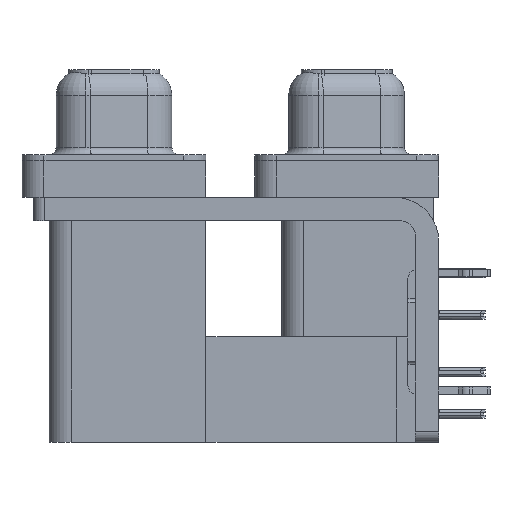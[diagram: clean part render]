
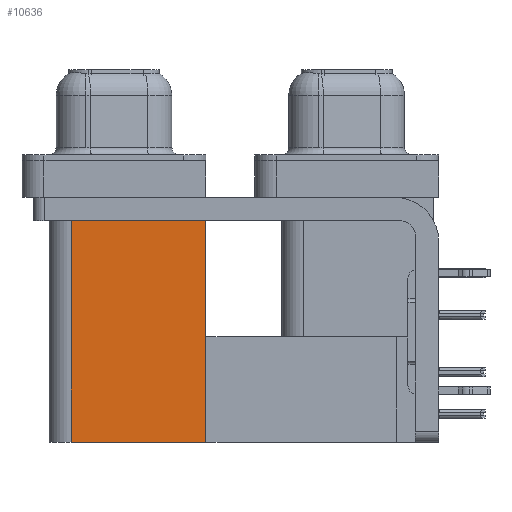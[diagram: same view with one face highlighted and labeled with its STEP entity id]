
A CAD part, left-side view. The second image highlights one B-rep face of the part: STEP entity #10636.
In plain terms, the highlighted planar face has unit normal (-1, 0, 0).
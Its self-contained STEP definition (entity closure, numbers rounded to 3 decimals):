
#451 = AXIS2_PLACEMENT_3D ( 'NONE', #17342, #26459, #42120 ) ;
#1459 = CARTESIAN_POINT ( 'NONE',  ( 3.765, 18.8, -19.2 ) ) ;
#1477 = PLANE ( 'NONE',  #451 ) ;
#2758 = ORIENTED_EDGE ( 'NONE', *, *, #3022, .F. ) ;
#3022 = EDGE_CURVE ( 'NONE', #25681, #19930, #30507, .T. ) ;
#3394 = DIRECTION ( 'NONE',  ( 0., 0., 1. ) ) ;
#6643 = CARTESIAN_POINT ( 'NONE',  ( 3.765, 9.6, -2.5 ) ) ;
#7416 = EDGE_CURVE ( 'NONE', #43019, #19930, #16224, .T. ) ;
#8363 = EDGE_CURVE ( 'NONE', #28880, #25681, #25209, .T. ) ;
#10636 = ADVANCED_FACE ( 'NONE', ( #37171 ), #1477, .F. ) ;
#13036 = LINE ( 'NONE', #16677, #20364 ) ;
#16224 = LINE ( 'NONE', #40473, #19518 ) ;
#16677 = CARTESIAN_POINT ( 'NONE',  ( 3.765, 9.6, -19.2 ) ) ;
#17342 = CARTESIAN_POINT ( 'NONE',  ( 3.765, 9.6, -19.2 ) ) ;
#19518 = VECTOR ( 'NONE', #44140, 1000. ) ;
#19930 = VERTEX_POINT ( 'NONE', #41455 ) ;
#20364 = VECTOR ( 'NONE', #36016, 1000. ) ;
#21067 = EDGE_CURVE ( 'NONE', #28880, #43019, #13036, .T. ) ;
#23593 = CARTESIAN_POINT ( 'NONE',  ( 3.765, 9.6, -19.2 ) ) ;
#25209 = LINE ( 'NONE', #25464, #25300 ) ;
#25300 = VECTOR ( 'NONE', #29136, 1000. ) ;
#25464 = CARTESIAN_POINT ( 'NONE',  ( 3.765, 9.6, -19.2 ) ) ;
#25681 = VERTEX_POINT ( 'NONE', #1459 ) ;
#26459 = DIRECTION ( 'NONE',  ( 1., 0., 0. ) ) ;
#28880 = VERTEX_POINT ( 'NONE', #23593 ) ;
#29136 = DIRECTION ( 'NONE',  ( 0., 1., 0. ) ) ;
#30507 = LINE ( 'NONE', #51316, #49256 ) ;
#36016 = DIRECTION ( 'NONE',  ( 0., 0., 1. ) ) ;
#37171 = FACE_OUTER_BOUND ( 'NONE', #40850, .T. ) ;
#40473 = CARTESIAN_POINT ( 'NONE',  ( 3.765, 9.6, -2.5 ) ) ;
#40850 = EDGE_LOOP ( 'NONE', ( #44106, #2758, #46731, #47274 ) ) ;
#41455 = CARTESIAN_POINT ( 'NONE',  ( 3.765, 18.8, -2.5 ) ) ;
#42120 = DIRECTION ( 'NONE',  ( 0., 0., -1. ) ) ;
#43019 = VERTEX_POINT ( 'NONE', #6643 ) ;
#44106 = ORIENTED_EDGE ( 'NONE', *, *, #7416, .T. ) ;
#44140 = DIRECTION ( 'NONE',  ( 0., 1., 0. ) ) ;
#46731 = ORIENTED_EDGE ( 'NONE', *, *, #8363, .F. ) ;
#47274 = ORIENTED_EDGE ( 'NONE', *, *, #21067, .T. ) ;
#49256 = VECTOR ( 'NONE', #3394, 1000. ) ;
#51316 = CARTESIAN_POINT ( 'NONE',  ( 3.765, 18.8, -19.2 ) ) ;
